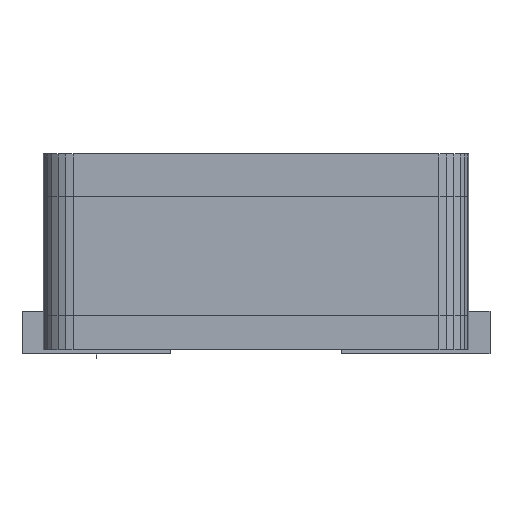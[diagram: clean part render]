
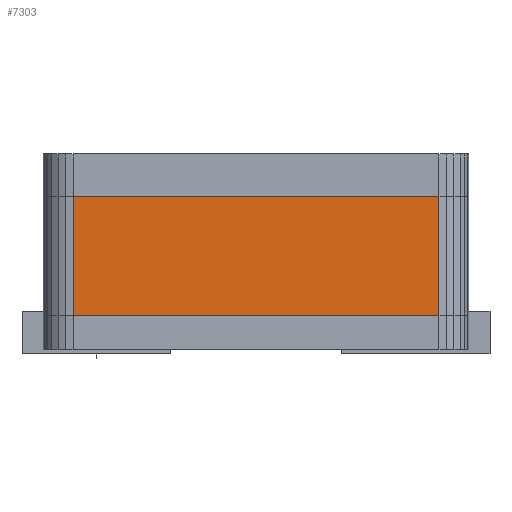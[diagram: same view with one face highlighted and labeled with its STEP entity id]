
A CAD part, front view. The second image highlights one B-rep face of the part: STEP entity #7303.
In plain terms, the highlighted planar face has unit normal (-0.001, -1, 0).
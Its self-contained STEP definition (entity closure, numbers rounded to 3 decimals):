
#482 = CARTESIAN_POINT ( 'NONE',  ( 4.3, -5.256, 0. ) ) ;
#648 = DIRECTION ( 'NONE',  ( 0.001, 1., 0. ) ) ;
#717 = CARTESIAN_POINT ( 'NONE',  ( -4.3, -5.25, 0. ) ) ;
#850 = VECTOR ( 'NONE', #5956, 1000. ) ;
#944 = LINE ( 'NONE', #6264, #7138 ) ;
#950 = VERTEX_POINT ( 'NONE', #482 ) ;
#2680 = EDGE_CURVE ( 'NONE', #13232, #3533, #12225, .T. ) ;
#2707 = CARTESIAN_POINT ( 'NONE',  ( 4.3, -5.256, 2.8 ) ) ;
#3002 = PLANE ( 'NONE',  #5189 ) ;
#3157 = CARTESIAN_POINT ( 'NONE',  ( -4.3, -5.25, 0. ) ) ;
#3533 = VERTEX_POINT ( 'NONE', #14542 ) ;
#3874 = ORIENTED_EDGE ( 'NONE', *, *, #12660, .F. ) ;
#3989 = EDGE_CURVE ( 'NONE', #950, #12695, #7662, .T. ) ;
#4867 = VECTOR ( 'NONE', #12915, 1000. ) ;
#5189 = AXIS2_PLACEMENT_3D ( 'NONE', #8293, #648, #13563 ) ;
#5676 = DIRECTION ( 'NONE',  ( -1., 0.001, 0. ) ) ;
#5956 = DIRECTION ( 'NONE',  ( 0., 0., 1. ) ) ;
#6264 = CARTESIAN_POINT ( 'NONE',  ( 4.3, -5.256, 0. ) ) ;
#7138 = VECTOR ( 'NONE', #11615, 1000. ) ;
#7303 = ADVANCED_FACE ( 'NONE', ( #12507 ), #3002, .F. ) ;
#7548 = ORIENTED_EDGE ( 'NONE', *, *, #2680, .T. ) ;
#7662 = LINE ( 'NONE', #11644, #4867 ) ;
#8293 = CARTESIAN_POINT ( 'NONE',  ( -4.3, -5.25, 0. ) ) ;
#8636 = ORIENTED_EDGE ( 'NONE', *, *, #3989, .F. ) ;
#9783 = ORIENTED_EDGE ( 'NONE', *, *, #15902, .F. ) ;
#9831 = LINE ( 'NONE', #3157, #850 ) ;
#11615 = DIRECTION ( 'NONE',  ( 0., 0., -1. ) ) ;
#11644 = CARTESIAN_POINT ( 'NONE',  ( -4.3, -5.25, 0. ) ) ;
#12225 = LINE ( 'NONE', #2707, #13665 ) ;
#12507 = FACE_OUTER_BOUND ( 'NONE', #14141, .T. ) ;
#12660 = EDGE_CURVE ( 'NONE', #12695, #3533, #9831, .T. ) ;
#12695 = VERTEX_POINT ( 'NONE', #717 ) ;
#12915 = DIRECTION ( 'NONE',  ( -1., 0.001, 0. ) ) ;
#13232 = VERTEX_POINT ( 'NONE', #14119 ) ;
#13563 = DIRECTION ( 'NONE',  ( -1., 0.001, 0. ) ) ;
#13665 = VECTOR ( 'NONE', #5676, 1000. ) ;
#14119 = CARTESIAN_POINT ( 'NONE',  ( 4.3, -5.256, 2.8 ) ) ;
#14141 = EDGE_LOOP ( 'NONE', ( #9783, #7548, #3874, #8636 ) ) ;
#14542 = CARTESIAN_POINT ( 'NONE',  ( -4.3, -5.25, 2.8 ) ) ;
#15902 = EDGE_CURVE ( 'NONE', #13232, #950, #944, .T. ) ;
